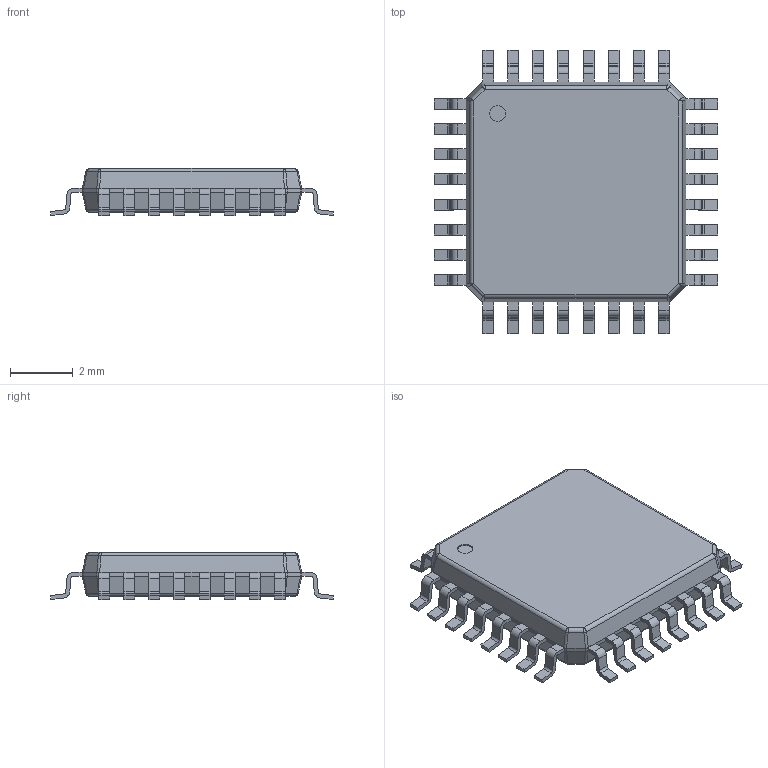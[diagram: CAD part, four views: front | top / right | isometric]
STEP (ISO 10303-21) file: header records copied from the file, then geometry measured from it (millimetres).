
FILE_DESCRIPTION((''),'2;1');
FILE_NAME('VF0032A_ASM','2019-04-02T08:00:13',('a0412086'),(''),'CREO PARAMETRIC BY PTC INC, 2018020','CREO PARAMETRIC BY PTC INC, 2018020','');
FILE_SCHEMA(('AUTOMOTIVE_DESIGN { 1 0 10303 214 1 1 1 1 }'));
Length unit declared in the file: millimetre
Products named in the file (3): BODY-QFP; LEAD-QFP; VF0032A_ASM
Assembly tree (33 placements, depth 2):
  VF0032A_ASM
    BODY-QFP
    LEAD-QFP  x32
Bounding box: 9.03 x 9.03 x 1.5 mm (x, y, z)
Volume: 67.7 mm3; surface area: 175.8 mm2
Topology: 33 solids, 33 shells, 533 faces, 1350 edges, 884 vertices
Faces by surface type: plane 347, cylinder 170, sphere 16
Entity records: 4280 total; most frequent: CARTESIAN_POINT 750, DIRECTION 555, ORIENTED_EDGE 468, PRESENTATION_STYLE_ASSIGNMENT 237, STYLED_ITEM 237, CURVE_STYLE 234, EDGE_CURVE 234, AXIS2_PLACEMENT_3D 210
